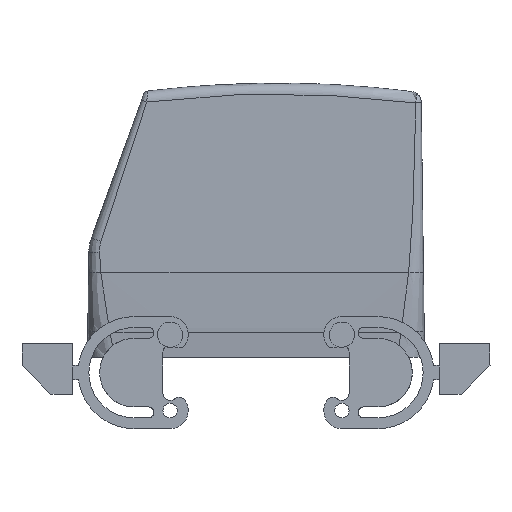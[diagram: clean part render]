
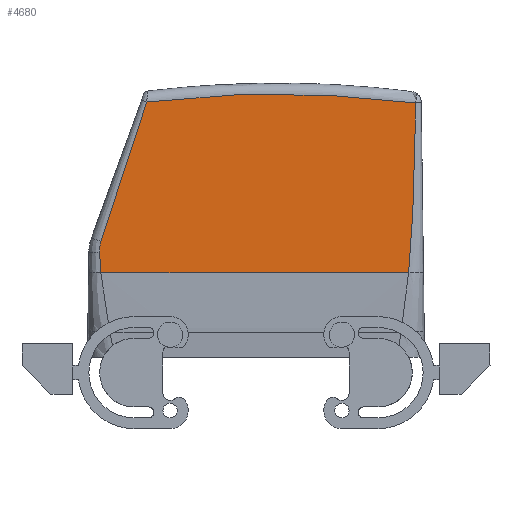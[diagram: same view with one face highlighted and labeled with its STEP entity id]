
A CAD part, left-side view. The second image highlights one B-rep face of the part: STEP entity #4680.
In plain terms, the highlighted planar face has unit normal (-1, 0, 0).
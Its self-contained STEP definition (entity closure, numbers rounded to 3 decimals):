
#4598=AXIS2_PLACEMENT_3D('Circle Axis2P3D',#4596,#4597,$) ;
#4643=AXIS2_PLACEMENT_3D('Plane Axis2P3D',#4640,#4641,#4642) ;
#2557=CARTESIAN_POINT('Vertex',(5.75,22.511,43.138)) ;
#2596=CARTESIAN_POINT('Line Origine',(5.75,64.519,43.138)) ;
#2600=CARTESIAN_POINT('Vertex',(5.75,107.691,43.138)) ;
#3157=CARTESIAN_POINT('Control Point',(5.75,108.021,48.761)) ;
#3158=CARTESIAN_POINT('Control Point',(5.75,107.972,47.639)) ;
#3159=CARTESIAN_POINT('Control Point',(5.75,107.921,46.514)) ;
#3160=CARTESIAN_POINT('Control Point',(5.75,107.859,45.389)) ;
#3161=CARTESIAN_POINT('Control Point',(5.75,107.783,44.263)) ;
#3162=CARTESIAN_POINT('Control Point',(5.75,107.691,43.138)) ;
#3163=CARTESIAN_POINT('Vertex',(5.75,108.021,48.761)) ;
#4028=CARTESIAN_POINT('Vertex',(5.75,20.514,90.128)) ;
#4372=CARTESIAN_POINT('Control Point',(5.75,20.514,90.128)) ;
#4373=CARTESIAN_POINT('Control Point',(5.75,20.515,90.061)) ;
#4374=CARTESIAN_POINT('Control Point',(5.75,20.517,89.995)) ;
#4375=CARTESIAN_POINT('Control Point',(5.75,20.518,89.927)) ;
#4376=CARTESIAN_POINT('Control Point',(5.75,20.521,89.722)) ;
#4377=CARTESIAN_POINT('Control Point',(5.75,20.525,89.501)) ;
#4378=CARTESIAN_POINT('Control Point',(5.75,20.527,89.397)) ;
#4379=CARTESIAN_POINT('Control Point',(5.75,20.53,89.172)) ;
#4380=CARTESIAN_POINT('Control Point',(5.75,20.534,88.947)) ;
#4381=CARTESIAN_POINT('Control Point',(5.75,20.537,88.789)) ;
#4382=CARTESIAN_POINT('Control Point',(5.75,20.542,88.474)) ;
#4383=CARTESIAN_POINT('Control Point',(5.75,20.548,88.159)) ;
#4384=CARTESIAN_POINT('Control Point',(5.75,20.551,88.001)) ;
#4385=CARTESIAN_POINT('Control Point',(5.75,20.562,87.37)) ;
#4386=CARTESIAN_POINT('Control Point',(5.75,20.573,86.738)) ;
#4387=CARTESIAN_POINT('Control Point',(5.75,20.582,86.264)) ;
#4388=CARTESIAN_POINT('Control Point',(5.75,20.6,85.317)) ;
#4389=CARTESIAN_POINT('Control Point',(5.75,20.619,84.369)) ;
#4390=CARTESIAN_POINT('Control Point',(5.75,20.628,83.895)) ;
#4391=CARTESIAN_POINT('Control Point',(5.75,20.658,82.474)) ;
#4392=CARTESIAN_POINT('Control Point',(5.75,20.689,81.053)) ;
#4393=CARTESIAN_POINT('Control Point',(5.75,20.711,80.106)) ;
#4394=CARTESIAN_POINT('Control Point',(5.75,20.791,76.815)) ;
#4395=CARTESIAN_POINT('Control Point',(5.75,20.882,73.526)) ;
#4396=CARTESIAN_POINT('Control Point',(5.75,20.953,71.184)) ;
#4397=CARTESIAN_POINT('Control Point',(5.75,21.092,66.865)) ;
#4398=CARTESIAN_POINT('Control Point',(5.75,21.253,62.548)) ;
#4399=CARTESIAN_POINT('Control Point',(5.75,21.331,60.572)) ;
#4400=CARTESIAN_POINT('Control Point',(5.75,21.461,57.603)) ;
#4401=CARTESIAN_POINT('Control Point',(5.75,21.615,54.635)) ;
#4402=CARTESIAN_POINT('Control Point',(5.75,21.669,53.662)) ;
#4403=CARTESIAN_POINT('Control Point',(5.75,21.83,50.96)) ;
#4404=CARTESIAN_POINT('Control Point',(5.75,22.029,48.26)) ;
#4405=CARTESIAN_POINT('Control Point',(5.75,22.173,46.552)) ;
#4406=CARTESIAN_POINT('Control Point',(5.75,22.334,44.845)) ;
#4407=CARTESIAN_POINT('Control Point',(5.75,22.511,43.138)) ;
#4593=CARTESIAN_POINT('Vertex',(5.75,95.02,90.377)) ;
#4596=CARTESIAN_POINT('Axis2P3D Location',(5.75,58.75,-204.4)) ;
#4640=CARTESIAN_POINT('Axis2P3D Location',(5.75,-1.309,-17.843)) ;
#4646=CARTESIAN_POINT('Control Point',(5.75,95.02,90.377)) ;
#4647=CARTESIAN_POINT('Control Point',(5.75,95.074,90.221)) ;
#4648=CARTESIAN_POINT('Control Point',(5.75,95.127,90.065)) ;
#4649=CARTESIAN_POINT('Control Point',(5.75,95.181,89.909)) ;
#4650=CARTESIAN_POINT('Control Point',(5.75,95.61,88.658)) ;
#4651=CARTESIAN_POINT('Control Point',(5.75,96.039,87.406)) ;
#4652=CARTESIAN_POINT('Control Point',(5.75,96.413,86.31)) ;
#4653=CARTESIAN_POINT('Control Point',(5.75,98.357,80.6)) ;
#4654=CARTESIAN_POINT('Control Point',(5.75,100.267,74.882)) ;
#4655=CARTESIAN_POINT('Control Point',(5.75,101.779,70.261)) ;
#4656=CARTESIAN_POINT('Control Point',(5.75,103.883,63.783)) ;
#4657=CARTESIAN_POINT('Control Point',(5.75,105.951,57.293)) ;
#4658=CARTESIAN_POINT('Control Point',(5.75,106.524,55.483)) ;
#4659=CARTESIAN_POINT('Control Point',(5.75,107.103,53.639)) ;
#4660=CARTESIAN_POINT('Control Point',(5.75,107.675,51.792)) ;
#4661=CARTESIAN_POINT('Vertex',(5.75,107.675,51.792)) ;
#4665=CARTESIAN_POINT('Control Point',(5.75,107.675,51.792)) ;
#4666=CARTESIAN_POINT('Control Point',(5.75,107.848,51.202)) ;
#4667=CARTESIAN_POINT('Control Point',(5.75,107.971,50.597)) ;
#4668=CARTESIAN_POINT('Control Point',(5.75,108.042,49.984)) ;
#4669=CARTESIAN_POINT('Control Point',(5.75,108.058,49.369)) ;
#4670=CARTESIAN_POINT('Control Point',(5.75,108.021,48.761)) ;
#2597=DIRECTION('Vector Direction',(0.,-1.,0.)) ;
#4597=DIRECTION('Axis2P3D Direction',(-1.,0.,0.)) ;
#4641=DIRECTION('Axis2P3D Direction',(-1.,0.,0.)) ;
#4642=DIRECTION('Axis2P3D XDirection',(0.,-0.317,0.949)) ;
#2598=VECTOR('Line Direction',#2597,1.) ;
#4673=ORIENTED_EDGE('',*,*,#4600,.T.) ;
#4674=ORIENTED_EDGE('',*,*,#4663,.F.) ;
#4675=ORIENTED_EDGE('',*,*,#4671,.F.) ;
#4676=ORIENTED_EDGE('',*,*,#3165,.F.) ;
#4677=ORIENTED_EDGE('',*,*,#2602,.T.) ;
#4678=ORIENTED_EDGE('',*,*,#4408,.T.) ;
#4680=ADVANCED_FACE('Hood',(#4679),#4644,.T.) ;
#3156=B_SPLINE_CURVE_WITH_KNOTS('',5,(#3157,#3158,#3159,#3160,#3161,#3162),.UNSPECIFIED.,.F.,.U.,(6,6),(81.523,87.149),.UNSPECIFIED.) ;
#4371=B_SPLINE_CURVE_WITH_KNOTS('',5,(#4372,#4373,#4374,#4375,#4376,#4377,#4378,#4379,#4380,#4381,#4382,#4383,#4384,#4385,#4386,#4387,#4388,#4389,#4390,#4391,#4392,#4393,#4394,#4395,#4396,#4397,#4398,#4399,#4400,#4401,#4402,#4403,#4404,#4405,#4406,#4407),.UNSPECIFIED.,.F.,.U.,(6,3,3,3,3,3,3,3,3,3,3,6),(8.249,8.589,8.929,9.717,10.506,12.88,15.254,20.001,31.754,41.679,46.667,55.257),.UNSPECIFIED.) ;
#4645=B_SPLINE_CURVE_WITH_KNOTS('',5,(#4646,#4647,#4648,#4649,#4650,#4651,#4652,#4653,#4654,#4655,#4656,#4657,#4658,#4659,#4660),.UNSPECIFIED.,.F.,.U.,(6,3,3,3,6),(0.,1.169,9.351,43.805,57.479),.UNSPECIFIED.) ;
#4664=B_SPLINE_CURVE_WITH_KNOTS('',5,(#4665,#4666,#4667,#4668,#4669,#4670),.UNSPECIFIED.,.F.,.U.,(6,6),(0.,4.34),.UNSPECIFIED.) ;
#4599=CIRCLE('generated circle',#4598,297.) ;
#2602=EDGE_CURVE('',#2601,#2558,#2599,.T.) ;
#3165=EDGE_CURVE('',#2601,#3164,#3156,.F.) ;
#4408=EDGE_CURVE('',#2558,#4029,#4371,.F.) ;
#4600=EDGE_CURVE('',#4029,#4594,#4599,.T.) ;
#4663=EDGE_CURVE('',#4662,#4594,#4645,.F.) ;
#4671=EDGE_CURVE('',#3164,#4662,#4664,.F.) ;
#4672=EDGE_LOOP('',(#4673,#4674,#4675,#4676,#4677,#4678)) ;
#4679=FACE_OUTER_BOUND('',#4672,.T.) ;
#2599=LINE('Line',#2596,#2598) ;
#4644=PLANE('',#4643) ;
#2558=VERTEX_POINT('',#2557) ;
#2601=VERTEX_POINT('',#2600) ;
#3164=VERTEX_POINT('',#3163) ;
#4029=VERTEX_POINT('',#4028) ;
#4594=VERTEX_POINT('',#4593) ;
#4662=VERTEX_POINT('',#4661) ;
